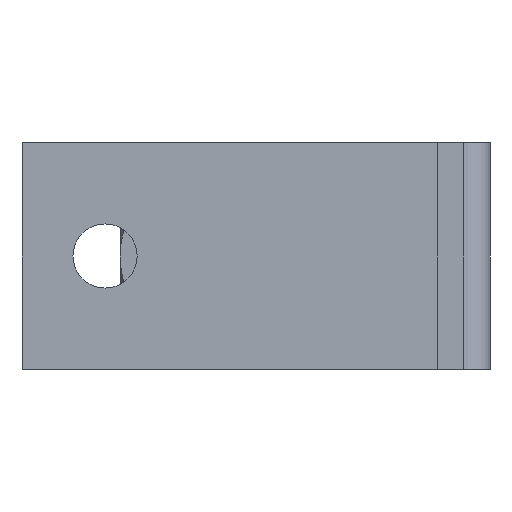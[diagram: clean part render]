
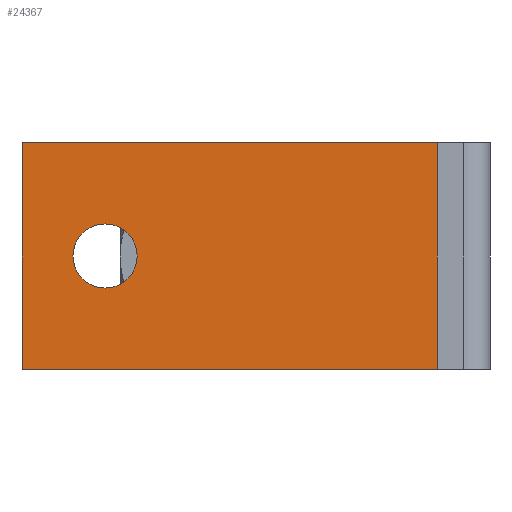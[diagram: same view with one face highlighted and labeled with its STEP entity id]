
A CAD part, left-side view. The second image highlights one B-rep face of the part: STEP entity #24367.
In plain terms, the highlighted planar face has unit normal (-1, 0, 0).
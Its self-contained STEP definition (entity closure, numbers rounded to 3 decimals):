
#267 = ORIENTED_EDGE ( 'NONE', *, *, #3644, .F. ) ;
#457 = ORIENTED_EDGE ( 'NONE', *, *, #9832, .T. ) ;
#1336 = VECTOR ( 'NONE', #8513, 1000. ) ;
#3415 = CARTESIAN_POINT ( 'NONE',  ( -22.5, 43., 15. ) ) ;
#3644 = EDGE_CURVE ( 'NONE', #9259, #16901, #11878, .T. ) ;
#3840 = CARTESIAN_POINT ( 'NONE',  ( -22.5, 32., 0. ) ) ;
#4094 = CARTESIAN_POINT ( 'NONE',  ( -22.5, 32., 0. ) ) ;
#4257 = VERTEX_POINT ( 'NONE', #17400 ) ;
#4413 = CARTESIAN_POINT ( 'NONE',  ( -22.5, -12., 15. ) ) ;
#4603 = VERTEX_POINT ( 'NONE', #6960 ) ;
#4607 = CARTESIAN_POINT ( 'NONE',  ( -22.5, -12., 15. ) ) ;
#4749 = ORIENTED_EDGE ( 'NONE', *, *, #25520, .T. ) ;
#4926 = VECTOR ( 'NONE', #13915, 1000. ) ;
#5769 = LINE ( 'NONE', #3415, #16236 ) ;
#6130 = AXIS2_PLACEMENT_3D ( 'NONE', #3840, #17455, #20023 ) ;
#6226 = DIRECTION ( 'NONE',  ( 0., 0., -1. ) ) ;
#6463 = CARTESIAN_POINT ( 'NONE',  ( -22.5, -12., 15. ) ) ;
#6697 = LINE ( 'NONE', #4607, #4926 ) ;
#6960 = CARTESIAN_POINT ( 'NONE',  ( -22.5, 43., -15. ) ) ;
#8513 = DIRECTION ( 'NONE',  ( 0., 0., -1. ) ) ;
#8546 = CARTESIAN_POINT ( 'NONE',  ( -22.5, -12., -15. ) ) ;
#8916 = FACE_OUTER_BOUND ( 'NONE', #23101, .T. ) ;
#9259 = VERTEX_POINT ( 'NONE', #11334 ) ;
#9354 = ORIENTED_EDGE ( 'NONE', *, *, #29652, .F. ) ;
#9832 = EDGE_CURVE ( 'NONE', #4603, #11630, #12398, .T. ) ;
#10374 = CARTESIAN_POINT ( 'NONE',  ( -22.5, -12., -15. ) ) ;
#10959 = DIRECTION ( 'NONE',  ( -1., 0., 0. ) ) ;
#11334 = CARTESIAN_POINT ( 'NONE',  ( -22.5, 32., -4.25 ) ) ;
#11630 = VERTEX_POINT ( 'NONE', #10374 ) ;
#11878 = CIRCLE ( 'NONE', #27038, 4.25 ) ;
#12007 = VERTEX_POINT ( 'NONE', #4413 ) ;
#12177 = ORIENTED_EDGE ( 'NONE', *, *, #17853, .F. ) ;
#12398 = LINE ( 'NONE', #8546, #19255 ) ;
#13324 = ORIENTED_EDGE ( 'NONE', *, *, #16009, .F. ) ;
#13352 = DIRECTION ( 'NONE',  ( 0., 0., -1. ) ) ;
#13457 = CARTESIAN_POINT ( 'NONE',  ( -22.5, -12., 15. ) ) ;
#13915 = DIRECTION ( 'NONE',  ( 0., -1., 0. ) ) ;
#15045 = AXIS2_PLACEMENT_3D ( 'NONE', #13457, #27179, #13352 ) ;
#15683 = DIRECTION ( 'NONE',  ( 0., 0., 1. ) ) ;
#15822 = CIRCLE ( 'NONE', #6130, 4.25 ) ;
#16009 = EDGE_CURVE ( 'NONE', #16901, #9259, #15822, .T. ) ;
#16236 = VECTOR ( 'NONE', #6226, 1000. ) ;
#16901 = VERTEX_POINT ( 'NONE', #21909 ) ;
#17400 = CARTESIAN_POINT ( 'NONE',  ( -22.5, 43., 15. ) ) ;
#17455 = DIRECTION ( 'NONE',  ( -1., 0., 0. ) ) ;
#17853 = EDGE_CURVE ( 'NONE', #4257, #12007, #6697, .T. ) ;
#19255 = VECTOR ( 'NONE', #24741, 1000. ) ;
#19381 = EDGE_LOOP ( 'NONE', ( #13324, #267 ) ) ;
#20023 = DIRECTION ( 'NONE',  ( 0., 0., 1. ) ) ;
#21586 = LINE ( 'NONE', #6463, #1336 ) ;
#21909 = CARTESIAN_POINT ( 'NONE',  ( -22.5, 32., 4.25 ) ) ;
#23101 = EDGE_LOOP ( 'NONE', ( #457, #9354, #12177, #4749 ) ) ;
#23394 = FACE_BOUND ( 'NONE', #19381, .T. ) ;
#24367 = ADVANCED_FACE ( 'NONE', ( #23394, #8916 ), #24876, .F. ) ;
#24741 = DIRECTION ( 'NONE',  ( 0., -1., 0. ) ) ;
#24876 = PLANE ( 'NONE',  #15045 ) ;
#25520 = EDGE_CURVE ( 'NONE', #4257, #4603, #5769, .T. ) ;
#27038 = AXIS2_PLACEMENT_3D ( 'NONE', #4094, #10959, #15683 ) ;
#27179 = DIRECTION ( 'NONE',  ( 1., 0., 0. ) ) ;
#29652 = EDGE_CURVE ( 'NONE', #12007, #11630, #21586, .T. ) ;
